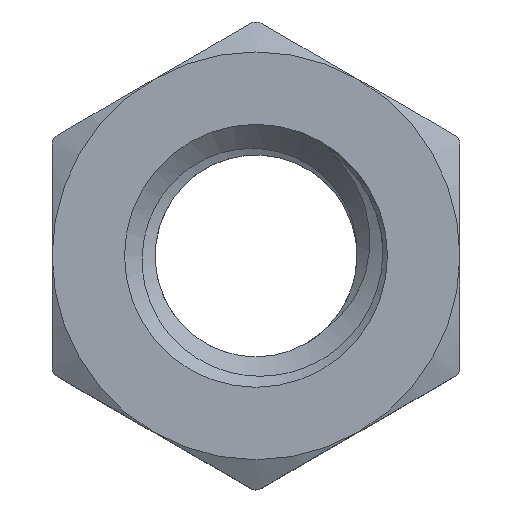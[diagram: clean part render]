
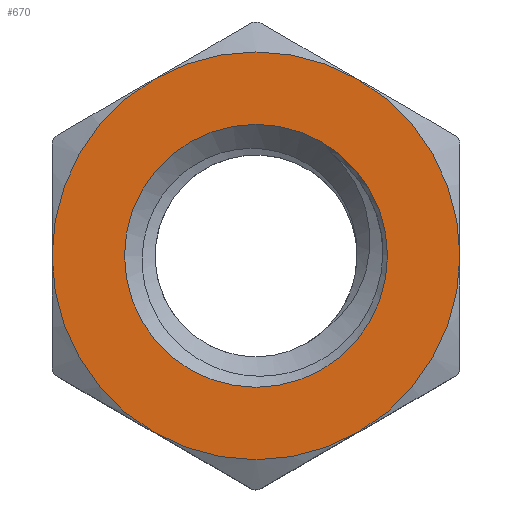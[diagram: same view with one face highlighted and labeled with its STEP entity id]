
A CAD part, top view. The second image highlights one B-rep face of the part: STEP entity #670.
In plain terms, the highlighted planar face has unit normal (0, 0, 1).
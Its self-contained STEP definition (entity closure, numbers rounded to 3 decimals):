
#18=FACE_BOUND('',#133,.T.);
#26=PLANE('',#737);
#90=FACE_OUTER_BOUND('',#132,.T.);
#132=EDGE_LOOP('',(#523,#524,#525,#526,#527,#528));
#133=EDGE_LOOP('',(#529));
#160=CIRCLE('',#722,2.58);
#167=CIRCLE('',#738,4.);
#168=CIRCLE('',#739,4.);
#169=CIRCLE('',#740,4.);
#170=CIRCLE('',#741,4.);
#171=CIRCLE('',#742,4.);
#172=CIRCLE('',#743,4.);
#282=VERTEX_POINT('',#1454);
#290=VERTEX_POINT('',#1547);
#296=VERTEX_POINT('',#1572);
#300=VERTEX_POINT('',#1587);
#305=VERTEX_POINT('',#1607);
#310=VERTEX_POINT('',#1627);
#315=VERTEX_POINT('',#1647);
#359=EDGE_CURVE('',#282,#282,#160,.T.);
#404=EDGE_CURVE('',#310,#315,#167,.T.);
#405=EDGE_CURVE('',#315,#290,#168,.T.);
#406=EDGE_CURVE('',#290,#296,#169,.T.);
#407=EDGE_CURVE('',#296,#300,#170,.T.);
#408=EDGE_CURVE('',#300,#305,#171,.T.);
#409=EDGE_CURVE('',#305,#310,#172,.T.);
#523=ORIENTED_EDGE('',*,*,#404,.T.);
#524=ORIENTED_EDGE('',*,*,#405,.T.);
#525=ORIENTED_EDGE('',*,*,#406,.T.);
#526=ORIENTED_EDGE('',*,*,#407,.T.);
#527=ORIENTED_EDGE('',*,*,#408,.T.);
#528=ORIENTED_EDGE('',*,*,#409,.T.);
#529=ORIENTED_EDGE('',*,*,#359,.F.);
#670=ADVANCED_FACE('',(#90,#18),#26,.T.);
#722=AXIS2_PLACEMENT_3D('',#1456,#808,#809);
#737=AXIS2_PLACEMENT_3D('',#1665,#850,#851);
#738=AXIS2_PLACEMENT_3D('',#1666,#852,#853);
#739=AXIS2_PLACEMENT_3D('',#1667,#854,#855);
#740=AXIS2_PLACEMENT_3D('',#1668,#856,#857);
#741=AXIS2_PLACEMENT_3D('',#1669,#858,#859);
#742=AXIS2_PLACEMENT_3D('',#1670,#860,#861);
#743=AXIS2_PLACEMENT_3D('',#1671,#862,#863);
#808=DIRECTION('center_axis',(0.,0.,1.));
#809=DIRECTION('ref_axis',(1.,0.,0.));
#850=DIRECTION('center_axis',(0.,0.,1.));
#851=DIRECTION('ref_axis',(1.,0.,0.));
#852=DIRECTION('center_axis',(0.,0.,1.));
#853=DIRECTION('ref_axis',(1.,0.,0.));
#854=DIRECTION('center_axis',(0.,0.,1.));
#855=DIRECTION('ref_axis',(1.,0.,0.));
#856=DIRECTION('center_axis',(0.,0.,1.));
#857=DIRECTION('ref_axis',(1.,0.,0.));
#858=DIRECTION('center_axis',(0.,0.,1.));
#859=DIRECTION('ref_axis',(1.,0.,0.));
#860=DIRECTION('center_axis',(0.,0.,1.));
#861=DIRECTION('ref_axis',(1.,0.,0.));
#862=DIRECTION('center_axis',(0.,0.,1.));
#863=DIRECTION('ref_axis',(1.,0.,0.));
#1454=CARTESIAN_POINT('',(-2.58,0.,2.));
#1456=CARTESIAN_POINT('Origin',(0.,0.,2.));
#1547=CARTESIAN_POINT('',(2.,3.464,2.));
#1572=CARTESIAN_POINT('',(-2.,3.464,2.));
#1587=CARTESIAN_POINT('',(-4.,0.,2.));
#1607=CARTESIAN_POINT('',(-2.,-3.464,2.));
#1627=CARTESIAN_POINT('',(2.,-3.464,2.));
#1647=CARTESIAN_POINT('',(4.,0.,2.));
#1665=CARTESIAN_POINT('Origin',(0.,0.,2.));
#1666=CARTESIAN_POINT('Origin',(0.,0.,2.));
#1667=CARTESIAN_POINT('Origin',(0.,0.,2.));
#1668=CARTESIAN_POINT('Origin',(0.,0.,2.));
#1669=CARTESIAN_POINT('Origin',(0.,0.,2.));
#1670=CARTESIAN_POINT('Origin',(0.,0.,2.));
#1671=CARTESIAN_POINT('Origin',(0.,0.,2.));
